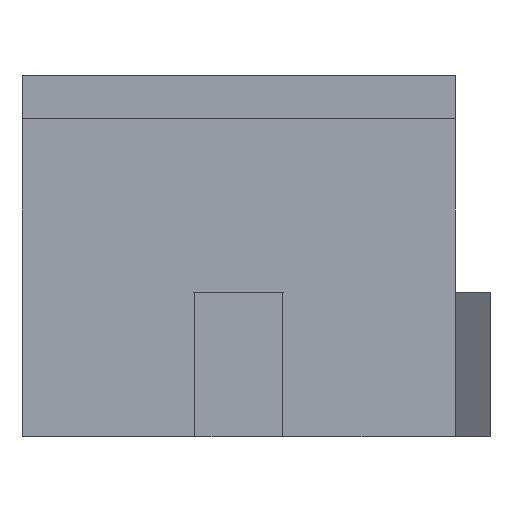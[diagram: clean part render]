
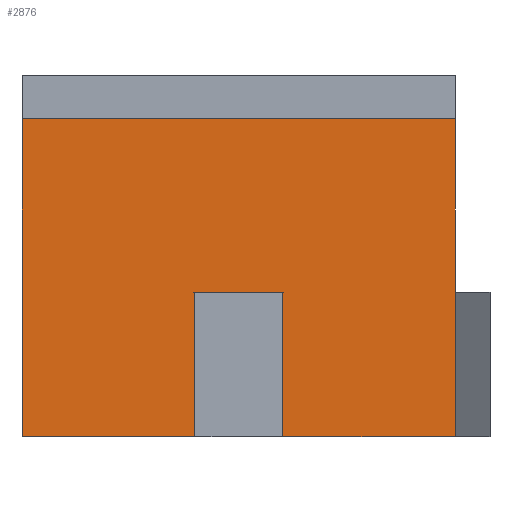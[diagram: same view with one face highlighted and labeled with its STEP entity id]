
A CAD part, front view. The second image highlights one B-rep face of the part: STEP entity #2876.
In plain terms, the highlighted planar face has unit normal (0, -1, 0).
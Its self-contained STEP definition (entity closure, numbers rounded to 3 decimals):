
#561 = PLANE('',#562);
#562 = AXIS2_PLACEMENT_3D('',#563,#564,#565);
#563 = CARTESIAN_POINT('',(15.,-20.,22.));
#564 = DIRECTION('',(0.,-1.,0.));
#565 = DIRECTION('',(-1.,0.,0.));
#1319 = PLANE('',#1320);
#1320 = AXIS2_PLACEMENT_3D('',#1321,#1322,#1323);
#1321 = CARTESIAN_POINT('',(0.,0.,0.));
#1322 = DIRECTION('',(-0.,-0.,-1.));
#1323 = DIRECTION('',(-1.,0.,0.));
#1345 = PLANE('',#1346);
#1346 = AXIS2_PLACEMENT_3D('',#1347,#1348,#1349);
#1347 = CARTESIAN_POINT('',(-15.,-20.,0.));
#1348 = DIRECTION('',(-1.,0.,0.));
#1349 = DIRECTION('',(0.,1.,0.));
#1398 = PLANE('',#1399);
#1399 = AXIS2_PLACEMENT_3D('',#1400,#1401,#1402);
#1400 = CARTESIAN_POINT('',(15.,20.,0.));
#1401 = DIRECTION('',(1.,0.,0.));
#1402 = DIRECTION('',(0.,-1.,0.));
#1647 = VERTEX_POINT('',#1648);
#1648 = CARTESIAN_POINT('',(15.,-20.,22.));
#1722 = VERTEX_POINT('',#1723);
#1723 = CARTESIAN_POINT('',(-15.,-20.,22.));
#1744 = EDGE_CURVE('',#1647,#1722,#1745,.T.);
#1745 = SURFACE_CURVE('',#1746,(#1750,#1757),.PCURVE_S1.);
#1746 = LINE('',#1747,#1748);
#1747 = CARTESIAN_POINT('',(15.,-20.,22.));
#1748 = VECTOR('',#1749,1.);
#1749 = DIRECTION('',(-1.,0.,0.));
#1750 = PCURVE('',#561,#1751);
#1751 = DEFINITIONAL_REPRESENTATION('',(#1752),#1756);
#1752 = LINE('',#1753,#1754);
#1753 = CARTESIAN_POINT('',(0.,-0.));
#1754 = VECTOR('',#1755,1.);
#1755 = DIRECTION('',(1.,0.));
#1756 = ( GEOMETRIC_REPRESENTATION_CONTEXT(2) 
PARAMETRIC_REPRESENTATION_CONTEXT() REPRESENTATION_CONTEXT('2D SPACE',''
  ) );
#1757 = PCURVE('',#1758,#1763);
#1758 = PLANE('',#1759);
#1759 = AXIS2_PLACEMENT_3D('',#1760,#1761,#1762);
#1760 = CARTESIAN_POINT('',(15.,-20.,0.));
#1761 = DIRECTION('',(0.,-1.,0.));
#1762 = DIRECTION('',(-1.,0.,0.));
#1763 = DEFINITIONAL_REPRESENTATION('',(#1764),#1768);
#1764 = LINE('',#1765,#1766);
#1765 = CARTESIAN_POINT('',(0.,-22.));
#1766 = VECTOR('',#1767,1.);
#1767 = DIRECTION('',(1.,0.));
#1768 = ( GEOMETRIC_REPRESENTATION_CONTEXT(2) 
PARAMETRIC_REPRESENTATION_CONTEXT() REPRESENTATION_CONTEXT('2D SPACE',''
  ) );
#2236 = VERTEX_POINT('',#2237);
#2237 = CARTESIAN_POINT('',(15.,-20.,0.));
#2258 = EDGE_CURVE('',#2236,#2259,#2261,.T.);
#2259 = VERTEX_POINT('',#2260);
#2260 = CARTESIAN_POINT('',(3.05,-20.,0.));
#2261 = SURFACE_CURVE('',#2262,(#2266,#2273),.PCURVE_S1.);
#2262 = LINE('',#2263,#2264);
#2263 = CARTESIAN_POINT('',(15.,-20.,0.));
#2264 = VECTOR('',#2265,1.);
#2265 = DIRECTION('',(-1.,0.,0.));
#2266 = PCURVE('',#1319,#2267);
#2267 = DEFINITIONAL_REPRESENTATION('',(#2268),#2272);
#2268 = LINE('',#2269,#2270);
#2269 = CARTESIAN_POINT('',(-15.,-20.));
#2270 = VECTOR('',#2271,1.);
#2271 = DIRECTION('',(1.,0.));
#2272 = ( GEOMETRIC_REPRESENTATION_CONTEXT(2) 
PARAMETRIC_REPRESENTATION_CONTEXT() REPRESENTATION_CONTEXT('2D SPACE',''
  ) );
#2273 = PCURVE('',#1758,#2274);
#2274 = DEFINITIONAL_REPRESENTATION('',(#2275),#2279);
#2275 = LINE('',#2276,#2277);
#2276 = CARTESIAN_POINT('',(0.,-0.));
#2277 = VECTOR('',#2278,1.);
#2278 = DIRECTION('',(1.,0.));
#2279 = ( GEOMETRIC_REPRESENTATION_CONTEXT(2) 
PARAMETRIC_REPRESENTATION_CONTEXT() REPRESENTATION_CONTEXT('2D SPACE',''
  ) );
#2297 = PLANE('',#2298);
#2298 = AXIS2_PLACEMENT_3D('',#2299,#2300,#2301);
#2299 = CARTESIAN_POINT('',(3.05,-20.,0.));
#2300 = DIRECTION('',(-0.793,0.61,0.));
#2301 = DIRECTION('',(0.61,0.793,0.));
#2338 = VERTEX_POINT('',#2339);
#2339 = CARTESIAN_POINT('',(-3.05,-20.,0.));
#2353 = PLANE('',#2354);
#2354 = AXIS2_PLACEMENT_3D('',#2355,#2356,#2357);
#2355 = CARTESIAN_POINT('',(-5.05,-17.4,0.));
#2356 = DIRECTION('',(0.793,0.61,0.));
#2357 = DIRECTION('',(0.61,-0.793,0.));
#2365 = EDGE_CURVE('',#2338,#2366,#2368,.T.);
#2366 = VERTEX_POINT('',#2367);
#2367 = CARTESIAN_POINT('',(-15.,-20.,0.));
#2368 = SURFACE_CURVE('',#2369,(#2373,#2380),.PCURVE_S1.);
#2369 = LINE('',#2370,#2371);
#2370 = CARTESIAN_POINT('',(15.,-20.,0.));
#2371 = VECTOR('',#2372,1.);
#2372 = DIRECTION('',(-1.,0.,0.));
#2373 = PCURVE('',#1319,#2374);
#2374 = DEFINITIONAL_REPRESENTATION('',(#2375),#2379);
#2375 = LINE('',#2376,#2377);
#2376 = CARTESIAN_POINT('',(-15.,-20.));
#2377 = VECTOR('',#2378,1.);
#2378 = DIRECTION('',(1.,0.));
#2379 = ( GEOMETRIC_REPRESENTATION_CONTEXT(2) 
PARAMETRIC_REPRESENTATION_CONTEXT() REPRESENTATION_CONTEXT('2D SPACE',''
  ) );
#2380 = PCURVE('',#1758,#2381);
#2381 = DEFINITIONAL_REPRESENTATION('',(#2382),#2386);
#2382 = LINE('',#2383,#2384);
#2383 = CARTESIAN_POINT('',(0.,-0.));
#2384 = VECTOR('',#2385,1.);
#2385 = DIRECTION('',(1.,0.));
#2386 = ( GEOMETRIC_REPRESENTATION_CONTEXT(2) 
PARAMETRIC_REPRESENTATION_CONTEXT() REPRESENTATION_CONTEXT('2D SPACE',''
  ) );
#2673 = EDGE_CURVE('',#2236,#1647,#2674,.T.);
#2674 = SURFACE_CURVE('',#2675,(#2679,#2686),.PCURVE_S1.);
#2675 = LINE('',#2676,#2677);
#2676 = CARTESIAN_POINT('',(15.,-20.,0.));
#2677 = VECTOR('',#2678,1.);
#2678 = DIRECTION('',(0.,0.,1.));
#2679 = PCURVE('',#1398,#2680);
#2680 = DEFINITIONAL_REPRESENTATION('',(#2681),#2685);
#2681 = LINE('',#2682,#2683);
#2682 = CARTESIAN_POINT('',(40.,0.));
#2683 = VECTOR('',#2684,1.);
#2684 = DIRECTION('',(0.,-1.));
#2685 = ( GEOMETRIC_REPRESENTATION_CONTEXT(2) 
PARAMETRIC_REPRESENTATION_CONTEXT() REPRESENTATION_CONTEXT('2D SPACE',''
  ) );
#2686 = PCURVE('',#1758,#2687);
#2687 = DEFINITIONAL_REPRESENTATION('',(#2688),#2692);
#2688 = LINE('',#2689,#2690);
#2689 = CARTESIAN_POINT('',(0.,-0.));
#2690 = VECTOR('',#2691,1.);
#2691 = DIRECTION('',(0.,-1.));
#2692 = ( GEOMETRIC_REPRESENTATION_CONTEXT(2) 
PARAMETRIC_REPRESENTATION_CONTEXT() REPRESENTATION_CONTEXT('2D SPACE',''
  ) );
#2781 = EDGE_CURVE('',#2366,#1722,#2782,.T.);
#2782 = SURFACE_CURVE('',#2783,(#2787,#2794),.PCURVE_S1.);
#2783 = LINE('',#2784,#2785);
#2784 = CARTESIAN_POINT('',(-15.,-20.,0.));
#2785 = VECTOR('',#2786,1.);
#2786 = DIRECTION('',(0.,0.,1.));
#2787 = PCURVE('',#1345,#2788);
#2788 = DEFINITIONAL_REPRESENTATION('',(#2789),#2793);
#2789 = LINE('',#2790,#2791);
#2790 = CARTESIAN_POINT('',(0.,0.));
#2791 = VECTOR('',#2792,1.);
#2792 = DIRECTION('',(0.,-1.));
#2793 = ( GEOMETRIC_REPRESENTATION_CONTEXT(2) 
PARAMETRIC_REPRESENTATION_CONTEXT() REPRESENTATION_CONTEXT('2D SPACE',''
  ) );
#2794 = PCURVE('',#1758,#2795);
#2795 = DEFINITIONAL_REPRESENTATION('',(#2796),#2800);
#2796 = LINE('',#2797,#2798);
#2797 = CARTESIAN_POINT('',(30.,0.));
#2798 = VECTOR('',#2799,1.);
#2799 = DIRECTION('',(0.,-1.));
#2800 = ( GEOMETRIC_REPRESENTATION_CONTEXT(2) 
PARAMETRIC_REPRESENTATION_CONTEXT() REPRESENTATION_CONTEXT('2D SPACE',''
  ) );
#2876 = ADVANCED_FACE('',(#2877),#1758,.T.);
#2877 = FACE_BOUND('',#2878,.T.);
#2878 = EDGE_LOOP('',(#2879,#2880,#2881,#2882,#2883,#2884,#2907,#2935));
#2879 = ORIENTED_EDGE('',*,*,#2258,.F.);
#2880 = ORIENTED_EDGE('',*,*,#2673,.T.);
#2881 = ORIENTED_EDGE('',*,*,#1744,.T.);
#2882 = ORIENTED_EDGE('',*,*,#2781,.F.);
#2883 = ORIENTED_EDGE('',*,*,#2365,.F.);
#2884 = ORIENTED_EDGE('',*,*,#2885,.T.);
#2885 = EDGE_CURVE('',#2338,#2886,#2888,.T.);
#2886 = VERTEX_POINT('',#2887);
#2887 = CARTESIAN_POINT('',(-3.05,-20.,10.));
#2888 = SURFACE_CURVE('',#2889,(#2893,#2900),.PCURVE_S1.);
#2889 = LINE('',#2890,#2891);
#2890 = CARTESIAN_POINT('',(-3.05,-20.,0.));
#2891 = VECTOR('',#2892,1.);
#2892 = DIRECTION('',(0.,0.,1.));
#2893 = PCURVE('',#1758,#2894);
#2894 = DEFINITIONAL_REPRESENTATION('',(#2895),#2899);
#2895 = LINE('',#2896,#2897);
#2896 = CARTESIAN_POINT('',(18.05,0.));
#2897 = VECTOR('',#2898,1.);
#2898 = DIRECTION('',(0.,-1.));
#2899 = ( GEOMETRIC_REPRESENTATION_CONTEXT(2) 
PARAMETRIC_REPRESENTATION_CONTEXT() REPRESENTATION_CONTEXT('2D SPACE',''
  ) );
#2900 = PCURVE('',#2353,#2901);
#2901 = DEFINITIONAL_REPRESENTATION('',(#2902),#2906);
#2902 = LINE('',#2903,#2904);
#2903 = CARTESIAN_POINT('',(3.28,0.));
#2904 = VECTOR('',#2905,1.);
#2905 = DIRECTION('',(0.,-1.));
#2906 = ( GEOMETRIC_REPRESENTATION_CONTEXT(2) 
PARAMETRIC_REPRESENTATION_CONTEXT() REPRESENTATION_CONTEXT('2D SPACE',''
  ) );
#2907 = ORIENTED_EDGE('',*,*,#2908,.T.);
#2908 = EDGE_CURVE('',#2886,#2909,#2911,.T.);
#2909 = VERTEX_POINT('',#2910);
#2910 = CARTESIAN_POINT('',(3.05,-20.,10.));
#2911 = SURFACE_CURVE('',#2912,(#2916,#2923),.PCURVE_S1.);
#2912 = LINE('',#2913,#2914);
#2913 = CARTESIAN_POINT('',(-3.05,-20.,10.));
#2914 = VECTOR('',#2915,1.);
#2915 = DIRECTION('',(1.,0.,0.));
#2916 = PCURVE('',#1758,#2917);
#2917 = DEFINITIONAL_REPRESENTATION('',(#2918),#2922);
#2918 = LINE('',#2919,#2920);
#2919 = CARTESIAN_POINT('',(18.05,-10.));
#2920 = VECTOR('',#2921,1.);
#2921 = DIRECTION('',(-1.,-0.));
#2922 = ( GEOMETRIC_REPRESENTATION_CONTEXT(2) 
PARAMETRIC_REPRESENTATION_CONTEXT() REPRESENTATION_CONTEXT('2D SPACE',''
  ) );
#2923 = PCURVE('',#2924,#2929);
#2924 = PLANE('',#2925);
#2925 = AXIS2_PLACEMENT_3D('',#2926,#2927,#2928);
#2926 = CARTESIAN_POINT('',(0.,-18.472,10.));
#2927 = DIRECTION('',(0.,0.,1.));
#2928 = DIRECTION('',(1.,0.,0.));
#2929 = DEFINITIONAL_REPRESENTATION('',(#2930),#2934);
#2930 = LINE('',#2931,#2932);
#2931 = CARTESIAN_POINT('',(-3.05,-1.528));
#2932 = VECTOR('',#2933,1.);
#2933 = DIRECTION('',(1.,0.));
#2934 = ( GEOMETRIC_REPRESENTATION_CONTEXT(2) 
PARAMETRIC_REPRESENTATION_CONTEXT() REPRESENTATION_CONTEXT('2D SPACE',''
  ) );
#2935 = ORIENTED_EDGE('',*,*,#2936,.F.);
#2936 = EDGE_CURVE('',#2259,#2909,#2937,.T.);
#2937 = SURFACE_CURVE('',#2938,(#2942,#2949),.PCURVE_S1.);
#2938 = LINE('',#2939,#2940);
#2939 = CARTESIAN_POINT('',(3.05,-20.,0.));
#2940 = VECTOR('',#2941,1.);
#2941 = DIRECTION('',(0.,0.,1.));
#2942 = PCURVE('',#1758,#2943);
#2943 = DEFINITIONAL_REPRESENTATION('',(#2944),#2948);
#2944 = LINE('',#2945,#2946);
#2945 = CARTESIAN_POINT('',(11.95,0.));
#2946 = VECTOR('',#2947,1.);
#2947 = DIRECTION('',(0.,-1.));
#2948 = ( GEOMETRIC_REPRESENTATION_CONTEXT(2) 
PARAMETRIC_REPRESENTATION_CONTEXT() REPRESENTATION_CONTEXT('2D SPACE',''
  ) );
#2949 = PCURVE('',#2297,#2950);
#2950 = DEFINITIONAL_REPRESENTATION('',(#2951),#2955);
#2951 = LINE('',#2952,#2953);
#2952 = CARTESIAN_POINT('',(0.,0.));
#2953 = VECTOR('',#2954,1.);
#2954 = DIRECTION('',(0.,-1.));
#2955 = ( GEOMETRIC_REPRESENTATION_CONTEXT(2) 
PARAMETRIC_REPRESENTATION_CONTEXT() REPRESENTATION_CONTEXT('2D SPACE',''
  ) );
